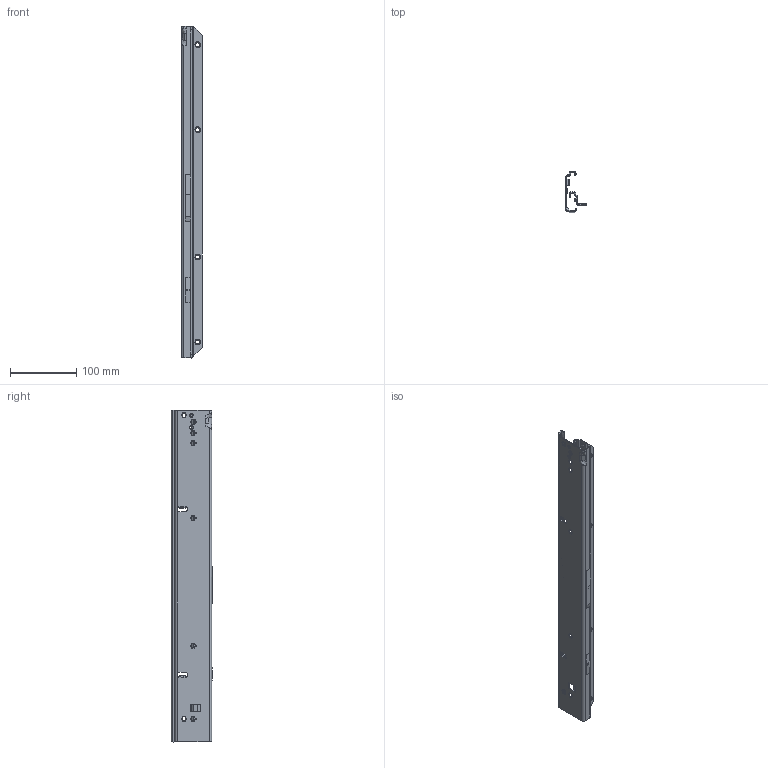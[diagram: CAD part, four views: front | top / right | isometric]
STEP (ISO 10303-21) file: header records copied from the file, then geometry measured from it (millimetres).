
FILE_DESCRIPTION (( 'STEP AP214' ), '1' );
FILE_NAME ('FR_796.500-GA.L500_Ind-0_closed.STEP', '2024-01-15T11:27:02', ( '' ), ( '' ), 'SwSTEP 2.0', 'SolidWorks 2023', '' );
FILE_SCHEMA (( 'AUTOMOTIVE_DESIGN' ));
Length unit declared in the file: millimetre
Products named in the file (6): FR_796.500-GA.L500_Ind-0_closed; PG-033; CS# 795.XXX-01.A173_NL  500; CS# 796.XXX-03.A170_NL  500; CS# 795.XXX-01.0000_NL  500; CS# 796.XXX-03.0000_NL  500
Assembly tree (5 placements, depth 3):
  FR_796.500-GA.L500_Ind-0_closed
    CS# 795.XXX-01.0000_NL  500
      CS# 795.XXX-01.A173_NL  500
      PG-033
    CS# 796.XXX-03.0000_NL  500
      CS# 796.XXX-03.A170_NL  500
Bounding box: 31.5 x 62.55 x 500 mm (x, y, z)
Volume: 97615.6 mm3; surface area: 135289.1 mm2
Topology: 3 solids, 3 shells, 1293 faces, 3532 edges, 2224 vertices
Faces by surface type: cylinder 545, plane 419, cone 143, bspline 94, torus 72, sphere 20
Entity records: 44578 total; most frequent: CARTESIAN_POINT 12782, ORIENTED_EDGE 7006, DIRECTION 6289, EDGE_CURVE 3503, AXIS2_PLACEMENT_3D 2330, VERTEX_POINT 2224, VECTOR 1629, LINE 1629
